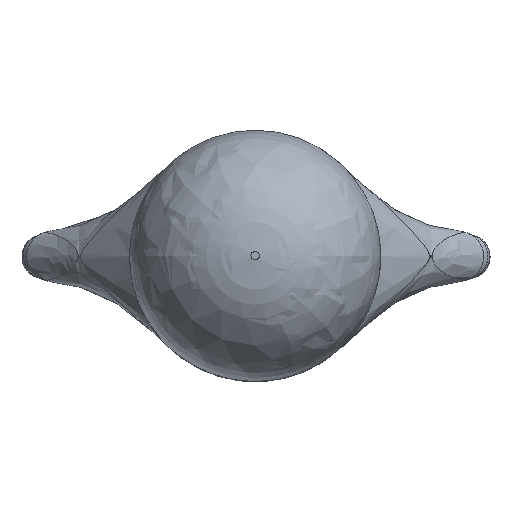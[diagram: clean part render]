
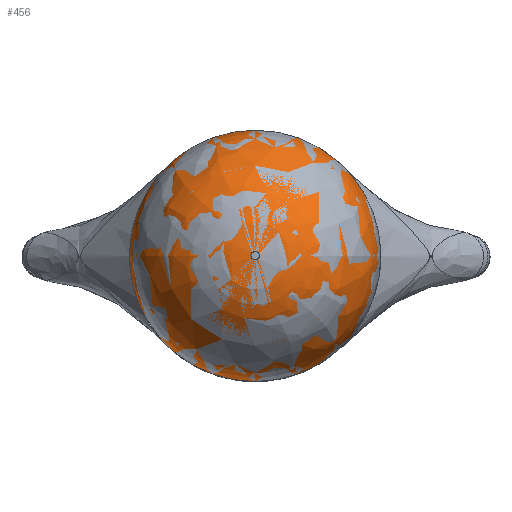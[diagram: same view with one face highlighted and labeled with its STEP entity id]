
A CAD part, top view. The second image highlights one B-rep face of the part: STEP entity #456.
In plain terms, the highlighted free-form (B-spline) face has degree [2, 2] with [3, 9] control points.
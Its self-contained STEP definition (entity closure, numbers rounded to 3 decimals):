
#24=(
BOUNDED_SURFACE()
B_SPLINE_SURFACE(2,2,((#1195,#1196,#1197,#1198,#1199,#1200,#1201,#1202,
#1203),(#1204,#1205,#1206,#1207,#1208,#1209,#1210,#1211,#1212),(#1213,#1214,
#1215,#1216,#1217,#1218,#1219,#1220,#1221)),.UNSPECIFIED.,.F.,.T.,.F.)
B_SPLINE_SURFACE_WITH_KNOTS((3,3),(3,2,2,2,3),(0.,1.571),(-3.142,
-1.571,0.,1.571,3.142),.UNSPECIFIED.)
GEOMETRIC_REPRESENTATION_ITEM()
RATIONAL_B_SPLINE_SURFACE(((1.,0.707,1.,0.707,1.,
0.707,1.,0.707,1.),(0.707,0.5,0.707,
0.5,0.707,0.5,0.707,0.5,0.707),(1.,
0.707,1.,0.707,1.,0.707,1.,0.707,
1.)))
REPRESENTATION_ITEM('')
SURFACE()
);
#52=CIRCLE('',#505,0.05);
#53=CIRCLE('',#506,1.45);
#54=CIRCLE('',#507,1.5);
#93=FACE_OUTER_BOUND('',#123,.T.);
#123=EDGE_LOOP('',(#353,#354,#355,#356));
#202=VERTEX_POINT('',#1222);
#203=VERTEX_POINT('',#1224);
#258=EDGE_CURVE('',#202,#202,#52,.T.);
#259=EDGE_CURVE('',#202,#203,#53,.T.);
#260=EDGE_CURVE('',#203,#203,#54,.T.);
#353=ORIENTED_EDGE('',*,*,#258,.T.);
#354=ORIENTED_EDGE('',*,*,#259,.T.);
#355=ORIENTED_EDGE('',*,*,#260,.T.);
#356=ORIENTED_EDGE('',*,*,#259,.F.);
#456=ADVANCED_FACE('',(#93),#24,.F.);
#505=AXIS2_PLACEMENT_3D('',#1223,#559,#560);
#506=AXIS2_PLACEMENT_3D('',#1225,#561,#562);
#507=AXIS2_PLACEMENT_3D('',#1226,#563,#564);
#559=DIRECTION('center_axis',(0.,0.,-1.));
#560=DIRECTION('ref_axis',(1.,0.,0.));
#561=DIRECTION('center_axis',(0.,-1.,0.));
#562=DIRECTION('ref_axis',(-1.,0.,0.));
#563=DIRECTION('center_axis',(0.,0.,1.));
#564=DIRECTION('ref_axis',(1.,0.,0.));
#1195=CARTESIAN_POINT('Ctrl Pts',(-3.5,0.,3.15));
#1196=CARTESIAN_POINT('Ctrl Pts',(-3.5,-1.5,3.15));
#1197=CARTESIAN_POINT('Ctrl Pts',(-2.,-1.5,3.15));
#1198=CARTESIAN_POINT('Ctrl Pts',(-0.5,-1.5,
3.15));
#1199=CARTESIAN_POINT('Ctrl Pts',(-0.5,0.,3.15));
#1200=CARTESIAN_POINT('Ctrl Pts',(-0.5,1.5,3.15));
#1201=CARTESIAN_POINT('Ctrl Pts',(-2.,1.5,3.15));
#1202=CARTESIAN_POINT('Ctrl Pts',(-3.5,1.5,3.15));
#1203=CARTESIAN_POINT('Ctrl Pts',(-3.5,0.,3.15));
#1204=CARTESIAN_POINT('Ctrl Pts',(-3.5,0.,4.6));
#1205=CARTESIAN_POINT('Ctrl Pts',(-3.5,-1.5,4.6));
#1206=CARTESIAN_POINT('Ctrl Pts',(-2.,-1.5,4.6));
#1207=CARTESIAN_POINT('Ctrl Pts',(-0.5,-1.5,
4.6));
#1208=CARTESIAN_POINT('Ctrl Pts',(-0.5,0.,4.6));
#1209=CARTESIAN_POINT('Ctrl Pts',(-0.5,1.5,4.6));
#1210=CARTESIAN_POINT('Ctrl Pts',(-2.,1.5,4.6));
#1211=CARTESIAN_POINT('Ctrl Pts',(-3.5,1.5,4.6));
#1212=CARTESIAN_POINT('Ctrl Pts',(-3.5,0.,4.6));
#1213=CARTESIAN_POINT('Ctrl Pts',(-2.05,0.,4.6));
#1214=CARTESIAN_POINT('Ctrl Pts',(-2.05,-0.05,
4.6));
#1215=CARTESIAN_POINT('Ctrl Pts',(-2.,-0.05,4.6));
#1216=CARTESIAN_POINT('Ctrl Pts',(-1.95,-0.05,
4.6));
#1217=CARTESIAN_POINT('Ctrl Pts',(-1.95,0.,4.6));
#1218=CARTESIAN_POINT('Ctrl Pts',(-1.95,0.05,
4.6));
#1219=CARTESIAN_POINT('Ctrl Pts',(-2.,0.05,4.6));
#1220=CARTESIAN_POINT('Ctrl Pts',(-2.05,0.05,
4.6));
#1221=CARTESIAN_POINT('Ctrl Pts',(-2.05,0.,4.6));
#1222=CARTESIAN_POINT('',(-2.05,0.,4.6));
#1223=CARTESIAN_POINT('Origin',(-2.,0.,4.6));
#1224=CARTESIAN_POINT('',(-3.5,0.,3.15));
#1225=CARTESIAN_POINT('Origin',(-2.05,0.,
3.15));
#1226=CARTESIAN_POINT('Origin',(-2.,0.,3.15));
